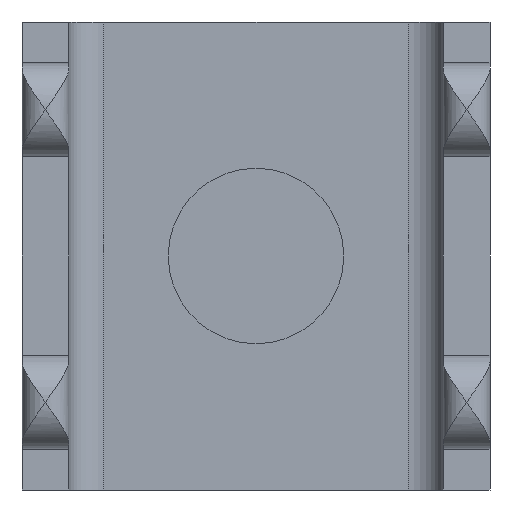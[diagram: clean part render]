
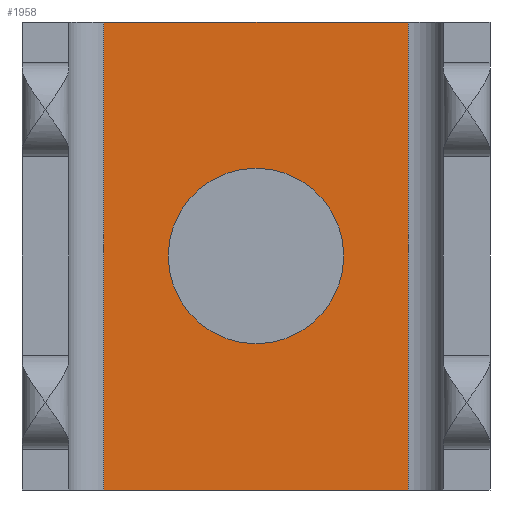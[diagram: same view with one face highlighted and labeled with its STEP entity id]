
A CAD part, front view. The second image highlights one B-rep face of the part: STEP entity #1958.
In plain terms, the highlighted planar face has unit normal (0, -1, 0).
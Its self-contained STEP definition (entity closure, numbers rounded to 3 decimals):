
#30 = AXIS2_PLACEMENT_3D ( 'NONE', #1966, #434, #1374 ) ;
#69 = CARTESIAN_POINT ( 'NONE',  ( 2.6, -0.4, -4. ) ) ;
#125 = EDGE_CURVE ( 'NONE', #923, #292, #205, .T. ) ;
#152 = LINE ( 'NONE', #657, #850 ) ;
#170 = ORIENTED_EDGE ( 'NONE', *, *, #125, .T. ) ;
#202 = VECTOR ( 'NONE', #1305, 1000. ) ;
#205 = LINE ( 'NONE', #901, #2250 ) ;
#226 = ORIENTED_EDGE ( 'NONE', *, *, #908, .F. ) ;
#244 = EDGE_CURVE ( 'NONE', #1298, #1265, #1095, .T. ) ;
#292 = VERTEX_POINT ( 'NONE', #1187 ) ;
#335 = ORIENTED_EDGE ( 'NONE', *, *, #1382, .F. ) ;
#360 = VERTEX_POINT ( 'NONE', #69 ) ;
#420 = CARTESIAN_POINT ( 'NONE',  ( -2.6, -0.4, 4. ) ) ;
#434 = DIRECTION ( 'NONE',  ( 0., -1., 0. ) ) ;
#479 = DIRECTION ( 'NONE',  ( 0., 0., -1. ) ) ;
#591 = VERTEX_POINT ( 'NONE', #2023 ) ;
#626 = EDGE_CURVE ( 'NONE', #360, #591, #1954, .T. ) ;
#643 = CARTESIAN_POINT ( 'NONE',  ( 2.6, -0.4, 4. ) ) ;
#657 = CARTESIAN_POINT ( 'NONE',  ( 2.6, -0.4, 4. ) ) ;
#757 = DIRECTION ( 'NONE',  ( 0., 1., 0. ) ) ;
#850 = VECTOR ( 'NONE', #479, 1000. ) ;
#858 = ORIENTED_EDGE ( 'NONE', *, *, #1495, .F. ) ;
#879 = DIRECTION ( 'NONE',  ( -1., 0., 0. ) ) ;
#901 = CARTESIAN_POINT ( 'NONE',  ( 2.6, -0.4, 4. ) ) ;
#908 = EDGE_CURVE ( 'NONE', #591, #292, #2313, .T. ) ;
#923 = VERTEX_POINT ( 'NONE', #643 ) ;
#926 = ORIENTED_EDGE ( 'NONE', *, *, #244, .F. ) ;
#944 = DIRECTION ( 'NONE',  ( 0., 0., 1. ) ) ;
#1006 = DIRECTION ( 'NONE',  ( 0., 0., 1. ) ) ;
#1010 = ORIENTED_EDGE ( 'NONE', *, *, #626, .F. ) ;
#1095 = CIRCLE ( 'NONE', #2012, 1.5 ) ;
#1142 = CARTESIAN_POINT ( 'NONE',  ( 0., -0.4, 1.5 ) ) ;
#1187 = CARTESIAN_POINT ( 'NONE',  ( -2.6, -0.4, 4. ) ) ;
#1265 = VERTEX_POINT ( 'NONE', #2111 ) ;
#1287 = CARTESIAN_POINT ( 'NONE',  ( 2.6, -0.4, -4. ) ) ;
#1298 = VERTEX_POINT ( 'NONE', #1142 ) ;
#1305 = DIRECTION ( 'NONE',  ( -1., 0., 0. ) ) ;
#1374 = DIRECTION ( 'NONE',  ( 0., 0., 1. ) ) ;
#1382 = EDGE_CURVE ( 'NONE', #1265, #1298, #2220, .T. ) ;
#1495 = EDGE_CURVE ( 'NONE', #923, #360, #152, .T. ) ;
#1517 = VECTOR ( 'NONE', #1006, 1000. ) ;
#1563 = PLANE ( 'NONE',  #2157 ) ;
#1691 = FACE_BOUND ( 'NONE', #1884, .T. ) ;
#1793 = CARTESIAN_POINT ( 'NONE',  ( -2.6, -0.4, 4. ) ) ;
#1795 = EDGE_LOOP ( 'NONE', ( #858, #170, #226, #1010 ) ) ;
#1884 = EDGE_LOOP ( 'NONE', ( #926, #335 ) ) ;
#1954 = LINE ( 'NONE', #1287, #202 ) ;
#1958 = ADVANCED_FACE ( 'NONE', ( #2253, #1691 ), #1563, .F. ) ;
#1966 = CARTESIAN_POINT ( 'NONE',  ( 0., -0.4, 0. ) ) ;
#2012 = AXIS2_PLACEMENT_3D ( 'NONE', #2095, #2116, #944 ) ;
#2023 = CARTESIAN_POINT ( 'NONE',  ( -2.6, -0.4, -4. ) ) ;
#2091 = DIRECTION ( 'NONE',  ( -1., 0., 0. ) ) ;
#2095 = CARTESIAN_POINT ( 'NONE',  ( 0., -0.4, 0. ) ) ;
#2111 = CARTESIAN_POINT ( 'NONE',  ( 0., -0.4, -1.5 ) ) ;
#2116 = DIRECTION ( 'NONE',  ( 0., -1., 0. ) ) ;
#2157 = AXIS2_PLACEMENT_3D ( 'NONE', #420, #757, #2091 ) ;
#2220 = CIRCLE ( 'NONE', #30, 1.5 ) ;
#2250 = VECTOR ( 'NONE', #879, 1000. ) ;
#2253 = FACE_OUTER_BOUND ( 'NONE', #1795, .T. ) ;
#2313 = LINE ( 'NONE', #1793, #1517 ) ;
